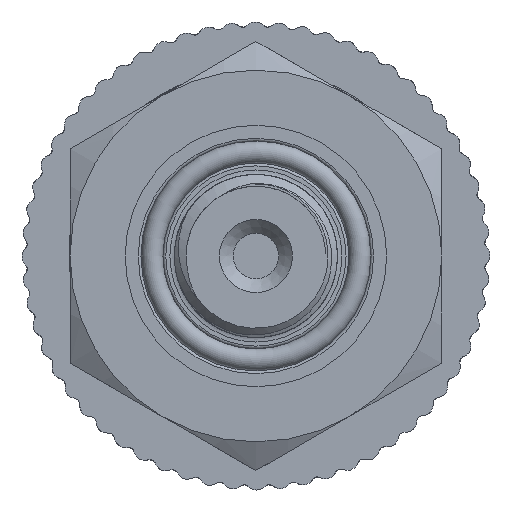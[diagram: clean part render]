
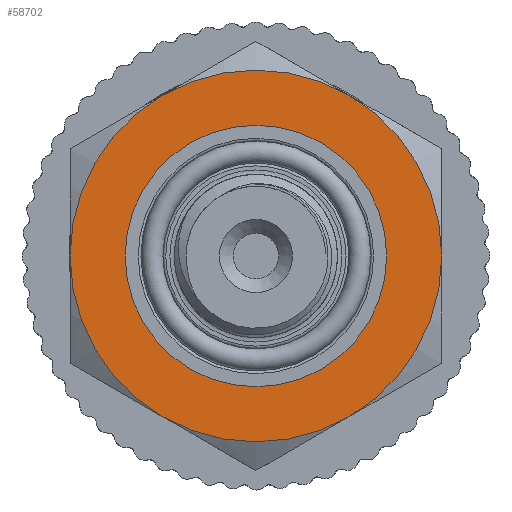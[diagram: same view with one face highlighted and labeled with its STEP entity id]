
A CAD part, left-side view. The second image highlights one B-rep face of the part: STEP entity #58702.
In plain terms, the highlighted face is planar.
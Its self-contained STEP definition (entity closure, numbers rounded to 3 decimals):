
#4469=FACE_BOUND('',#15355,.T.);
#7614=PLANE('',#66478);
#11419=FACE_OUTER_BOUND('',#15354,.T.);
#15354=EDGE_LOOP('',(#54557));
#15355=EDGE_LOOP('',(#54558));
#16085=CIRCLE('',#66441,13.5);
#16108=CIRCLE('',#66479,9.5);
#27939=VERTEX_POINT('',#131201);
#27957=VERTEX_POINT('',#131264);
#36795=EDGE_CURVE('',#27939,#27939,#16085,.T.);
#36825=EDGE_CURVE('',#27957,#27957,#16108,.T.);
#54557=ORIENTED_EDGE('',*,*,#36795,.T.);
#54558=ORIENTED_EDGE('',*,*,#36825,.F.);
#58702=ADVANCED_FACE('',(#11419,#4469),#7614,.T.);
#66441=AXIS2_PLACEMENT_3D('',#131202,#84255,#84256);
#66478=AXIS2_PLACEMENT_3D('',#131263,#84336,#84337);
#66479=AXIS2_PLACEMENT_3D('',#131265,#84338,#84339);
#84255=DIRECTION('center_axis',(1.,0.,0.));
#84256=DIRECTION('ref_axis',(0.,0.,-1.));
#84336=DIRECTION('center_axis',(1.,0.,0.));
#84337=DIRECTION('ref_axis',(0.,0.,-1.));
#84338=DIRECTION('center_axis',(1.,0.,0.));
#84339=DIRECTION('ref_axis',(0.,0.,-1.));
#131201=CARTESIAN_POINT('',(-14.,-13.5,0.));
#131202=CARTESIAN_POINT('Origin',(-14.,0.,0.));
#131263=CARTESIAN_POINT('Origin',(-14.,9.5,0.));
#131264=CARTESIAN_POINT('',(-14.,-9.5,0.));
#131265=CARTESIAN_POINT('Origin',(-14.,0.,0.));
